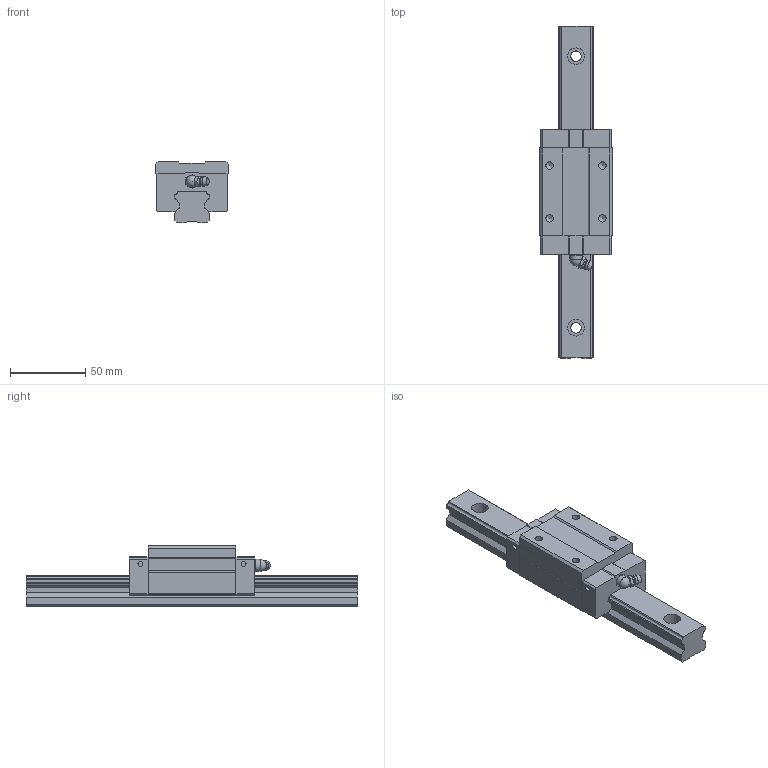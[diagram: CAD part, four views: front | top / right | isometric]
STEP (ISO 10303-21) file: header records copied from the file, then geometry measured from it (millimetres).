
FILE_DESCRIPTION(/* description */ ('Unknown'),/* implementation_level */ '2;1');
FILE_NAME(/* name */ 'H25RNUU1S-220L20_20',/* time_stamp */ '2023-10-24T16:52:12+09:00',/* author */ ('Unknown'),/* organization */ ('Unknown'),/* preprocessor_version */ 'ST-DEVELOPER v18.102',/* originating_system */ 'Solid Edge',/* authorisation */ 'Unknown');
FILE_SCHEMA (('AUTOMOTIVE_DESIGN {1 0 10303 214 3 1 1}'));
Length unit declared in the file: millimetre
Products named in the file (4): thisAsm; H25_RAIL; B-M6F; H25RN...S_BLOCK
Assembly tree (3 placements, depth 2):
  thisAsm
    H25_RAIL
    B-M6F
    H25RN...S_BLOCK
Bounding box: 48 x 220 x 40 mm (x, y, z)
Volume: 183525.5 mm3; surface area: 41386.6 mm2
Topology: 3 solids, 3 shells, 177 faces, 480 edges, 316 vertices
Faces by surface type: plane 103, cylinder 57, cone 13, torus 3, sphere 1
Full cylindrical faces by diameter (mm): 3.3 x4, 4.917 x6, 6 x1, 7 x4, 8 x1, 11 x4
Entity records: 6116 total; most frequent: CARTESIAN_POINT 1018, DIRECTION 910, ORIENTED_EDGE 866, EDGE_CURVE 433, AXIS2_PLACEMENT_3D 320, VERTEX_POINT 304, LINE 270, VECTOR 270
